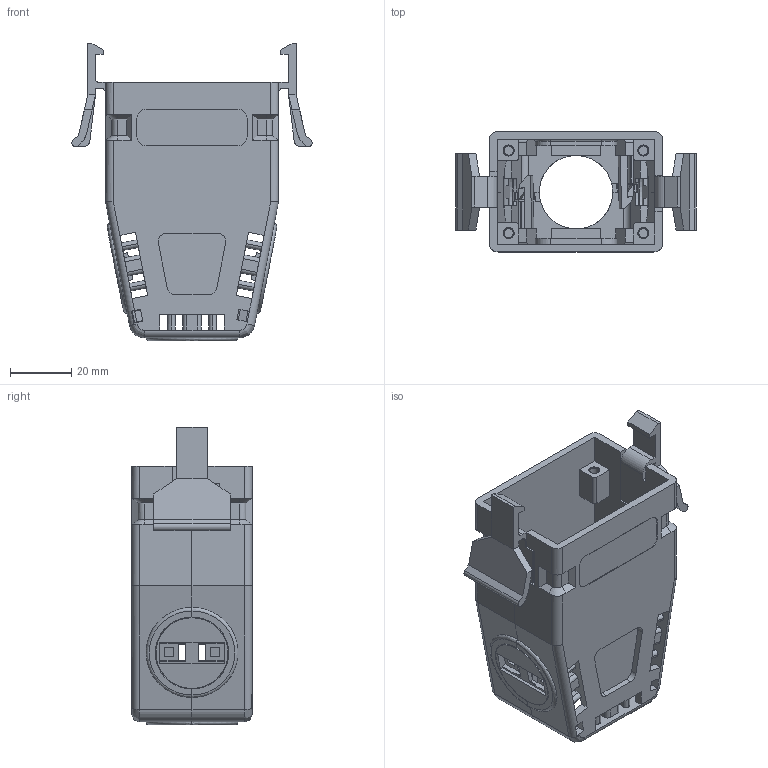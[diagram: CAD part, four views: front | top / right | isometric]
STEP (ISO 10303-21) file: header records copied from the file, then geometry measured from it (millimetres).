
FILE_DESCRIPTION(/* description */ (''),/* implementation_level */ '2;1');
FILE_NAME(/* name */ '100094770ugm000_b.stp',/* time_stamp */ '2018-03-22T13:22:13+01:00',/* author */ (''),/* organization */ (''),/* preprocessor_version */ 'ST-DEVELOPER v16',/* originating_system */ 'SIEMENS PLM Software NX 10.0',/* authorisation */ '');
FILE_SCHEMA (('AUTOMOTIVE_DESIGN { 1 0 10303 214 3 1 1 1 }'));
Length unit declared in the file: millimetre
Products named in the file (1): 100094770ugm000_b
Bounding box: 78.5 x 39.2 x 97.31 mm (x, y, z)
Volume: 42991.6 mm3; surface area: 41391.2 mm2
Topology: 4 solids, 4 shells, 782 faces, 2235 edges, 1456 vertices
Faces by surface type: plane 578, cylinder 158, bspline 28, sphere 8, extrusion 6, cone 4
Full cylindrical faces by diameter (mm): 0.805 x1, 1.181 x1, 3 x4, 3.25 x4, 3.4 x4, 23.5 x2
Entity records: 27430 total; most frequent: CARTESIAN_POINT 6159, ORIENTED_EDGE 4410, DIRECTION 4019, EDGE_CURVE 2205, VECTOR 1761, LINE 1755, VERTEX_POINT 1452, AXIS2_PLACEMENT_3D 1129
